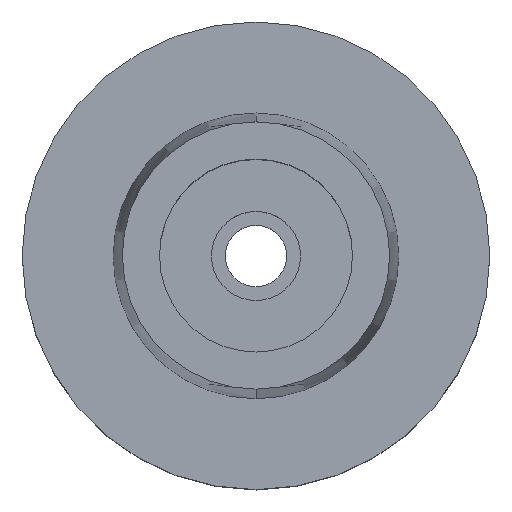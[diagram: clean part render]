
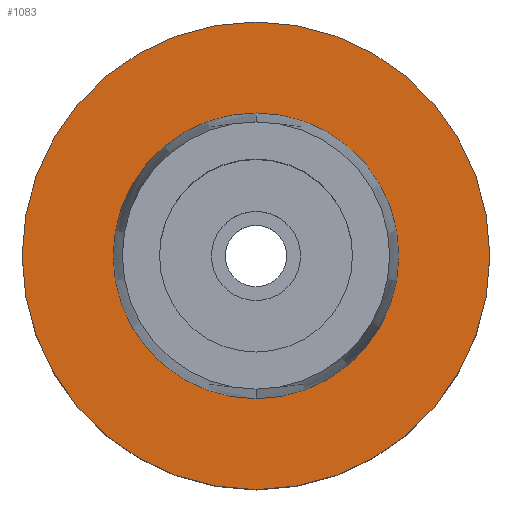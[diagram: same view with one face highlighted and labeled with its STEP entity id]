
A CAD part, top view. The second image highlights one B-rep face of the part: STEP entity #1083.
In plain terms, the highlighted planar face has unit normal (0, 0, 1).
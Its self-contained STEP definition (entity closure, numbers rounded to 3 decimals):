
#64=CARTESIAN_POINT('',(0.,0.,0.));
#65=DIRECTION('',(0.,0.,-1.));
#66=DIRECTION('',(0.,-1.,0.));
#67=AXIS2_PLACEMENT_3D('',#64,#65,#66);
#72=CARTESIAN_POINT('',(0.,0.,0.));
#73=DIRECTION('',(0.,0.,-1.));
#74=DIRECTION('',(0.,1.,0.));
#75=AXIS2_PLACEMENT_3D('',#72,#73,#74);
#80=CARTESIAN_POINT('',(0.,0.,0.));
#81=DIRECTION('',(0.,0.,1.));
#82=DIRECTION('',(0.,-1.,0.));
#83=AXIS2_PLACEMENT_3D('',#80,#81,#82);
#88=CARTESIAN_POINT('',(0.,0.,0.));
#89=DIRECTION('',(0.,0.,1.));
#90=DIRECTION('',(0.,1.,0.));
#91=AXIS2_PLACEMENT_3D('',#88,#89,#90);
#894=CARTESIAN_POINT('',(0.,19.25,0.));
#895=VERTEX_POINT('',#894);
#896=CARTESIAN_POINT('',(0.,-19.25,0.));
#897=VERTEX_POINT('',#896);
#898=CARTESIAN_POINT('',(0.,-31.5,0.));
#899=CARTESIAN_POINT('',(0.,31.5,0.));
#900=VERTEX_POINT('',#898);
#901=VERTEX_POINT('',#899);
#1068=CARTESIAN_POINT('',(0.,0.,0.));
#1069=DIRECTION('',(0.,0.,1.));
#1070=DIRECTION('',(0.,1.,0.));
#1071=AXIS2_PLACEMENT_3D('',#1068,#1069,#1070);
#1072=PLANE('',#1071);
#1074=ORIENTED_EDGE('',*,*,#1073,.T.);
#1076=ORIENTED_EDGE('',*,*,#1075,.T.);
#1077=EDGE_LOOP('',(#1074,#1076));
#1078=FACE_OUTER_BOUND('',#1077,.F.);
#1079=ORIENTED_EDGE('',*,*,#1061,.T.);
#1080=ORIENTED_EDGE('',*,*,#1050,.T.);
#1081=EDGE_LOOP('',(#1079,#1080));
#1082=FACE_BOUND('',#1081,.F.);
#68=CIRCLE('',#67,31.5);
#76=CIRCLE('',#75,31.5);
#84=CIRCLE('',#83,19.25);
#92=CIRCLE('',#91,19.25);
#1050=EDGE_CURVE('',#895,#897,#92,.T.);
#1061=EDGE_CURVE('',#897,#895,#84,.T.);
#1073=EDGE_CURVE('',#900,#901,#68,.T.);
#1075=EDGE_CURVE('',#901,#900,#76,.T.);
#1083=ADVANCED_FACE('',(#1078,#1082),#1072,.T.);
